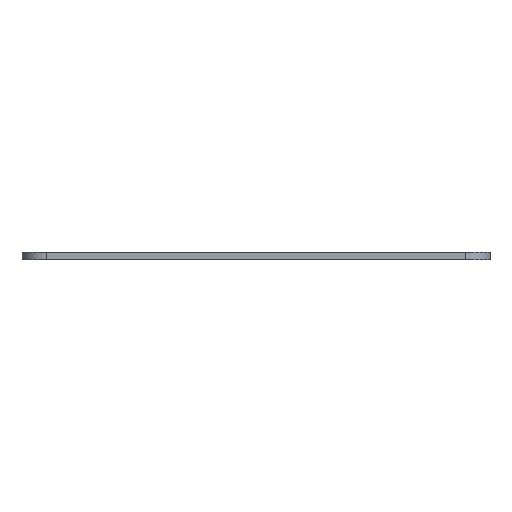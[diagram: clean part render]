
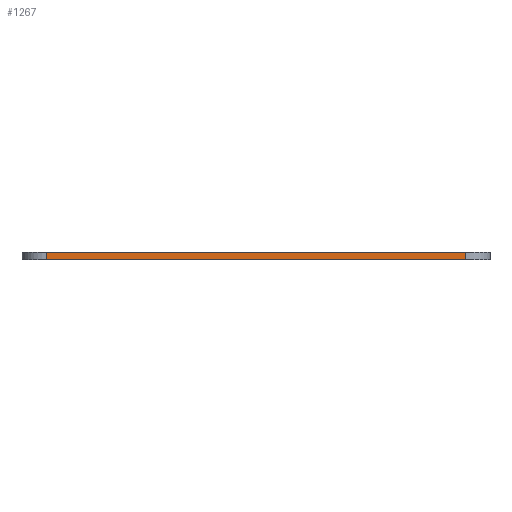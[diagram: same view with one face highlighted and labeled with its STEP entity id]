
A CAD part, left-side view. The second image highlights one B-rep face of the part: STEP entity #1267.
In plain terms, the highlighted planar face has unit normal (-1, 0, 0).
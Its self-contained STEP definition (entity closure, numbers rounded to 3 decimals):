
#43=PLANE('',#1383);
#75=FACE_OUTER_BOUND('',#153,.T.);
#153=EDGE_LOOP('',(#925,#926,#927,#928));
#234=LINE('',#1894,#353);
#259=LINE('',#2009,#378);
#260=LINE('',#2012,#379);
#261=LINE('',#2013,#380);
#353=VECTOR('',#1500,10.);
#378=VECTOR('',#1593,10.);
#379=VECTOR('',#1596,10.);
#380=VECTOR('',#1597,10.);
#544=VERTEX_POINT('',#1891);
#545=VERTEX_POINT('',#1893);
#601=VERTEX_POINT('',#2007);
#602=VERTEX_POINT('',#2011);
#672=EDGE_CURVE('',#544,#545,#234,.T.);
#730=EDGE_CURVE('',#545,#601,#259,.T.);
#731=EDGE_CURVE('',#602,#544,#260,.T.);
#732=EDGE_CURVE('',#601,#602,#261,.T.);
#925=ORIENTED_EDGE('',*,*,#730,.F.);
#926=ORIENTED_EDGE('',*,*,#672,.F.);
#927=ORIENTED_EDGE('',*,*,#731,.F.);
#928=ORIENTED_EDGE('',*,*,#732,.F.);
#1267=ADVANCED_FACE('',(#75),#43,.T.);
#1383=AXIS2_PLACEMENT_3D('',#2010,#1594,#1595);
#1500=DIRECTION('',(0.,1.,0.));
#1593=DIRECTION('',(0.,0.,1.));
#1594=DIRECTION('center_axis',(-1.,0.,0.));
#1595=DIRECTION('ref_axis',(0.,-1.,0.));
#1596=DIRECTION('',(0.,0.,-1.));
#1597=DIRECTION('',(0.,-1.,0.));
#1891=CARTESIAN_POINT('',(-16.659,-87.859,0.));
#1893=CARTESIAN_POINT('',(-16.659,-1.659,0.));
#1894=CARTESIAN_POINT('',(-16.659,-92.859,0.));
#2007=CARTESIAN_POINT('',(-16.659,-1.659,1.5));
#2009=CARTESIAN_POINT('',(-16.659,-1.659,0.));
#2010=CARTESIAN_POINT('Origin',(-16.659,3.341,0.));
#2011=CARTESIAN_POINT('',(-16.659,-87.859,1.5));
#2012=CARTESIAN_POINT('',(-16.659,-87.859,0.));
#2013=CARTESIAN_POINT('',(-16.659,-92.859,1.5));
